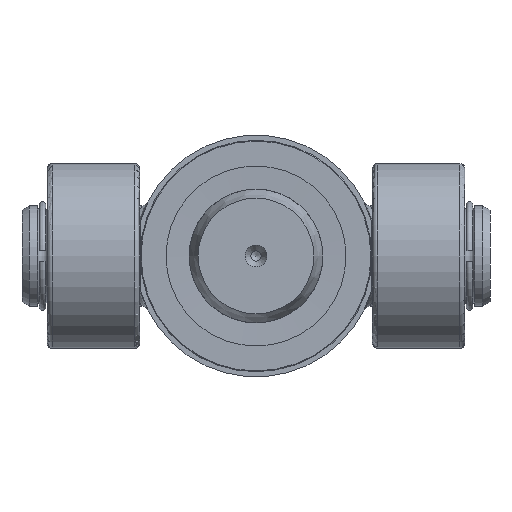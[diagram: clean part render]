
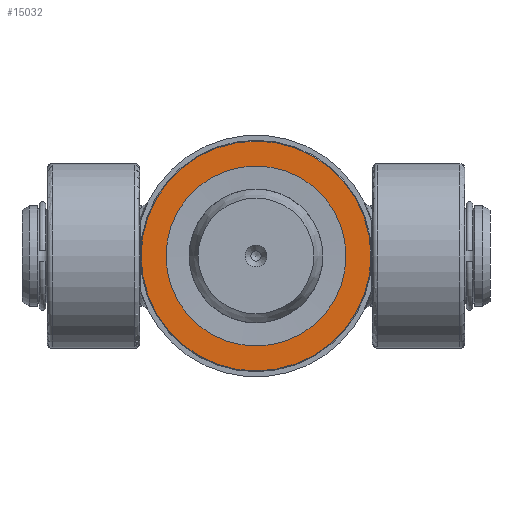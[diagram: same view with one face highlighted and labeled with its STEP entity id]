
A CAD part, front view. The second image highlights one B-rep face of the part: STEP entity #15032.
In plain terms, the highlighted face is planar.
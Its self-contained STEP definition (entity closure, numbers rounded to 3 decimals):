
#3480=PLANE('',#16136);
#3680=FACE_BOUND('',#5475,.T.);
#4518=FACE_OUTER_BOUND('',#5474,.T.);
#5474=EDGE_LOOP('',(#14036));
#5475=EDGE_LOOP('',(#14037));
#5880=CIRCLE('',#16135,44.7);
#5881=CIRCLE('',#16137,35.);
#7385=VERTEX_POINT('',#32700);
#7386=VERTEX_POINT('',#32703);
#9604=EDGE_CURVE('',#7385,#7385,#5880,.T.);
#9605=EDGE_CURVE('',#7386,#7386,#5881,.T.);
#14036=ORIENTED_EDGE('',*,*,#9604,.F.);
#14037=ORIENTED_EDGE('',*,*,#9605,.T.);
#15032=ADVANCED_FACE('',(#4518,#3680),#3480,.F.);
#16135=AXIS2_PLACEMENT_3D('',#32701,#19166,#19167);
#16136=AXIS2_PLACEMENT_3D('',#32702,#19168,#19169);
#16137=AXIS2_PLACEMENT_3D('',#32704,#19170,#19171);
#19166=DIRECTION('center_axis',(0.,0.,1.));
#19167=DIRECTION('ref_axis',(-1.,0.,0.));
#19168=DIRECTION('center_axis',(0.,0.,1.));
#19169=DIRECTION('ref_axis',(1.,0.,0.));
#19170=DIRECTION('center_axis',(0.,0.,1.));
#19171=DIRECTION('ref_axis',(0.,-1.,0.));
#32700=CARTESIAN_POINT('',(44.7,0.,0.));
#32701=CARTESIAN_POINT('Origin',(0.,0.,0.));
#32702=CARTESIAN_POINT('Origin',(0.,0.,0.));
#32703=CARTESIAN_POINT('',(0.,-35.,0.));
#32704=CARTESIAN_POINT('Origin',(0.,0.,0.));
